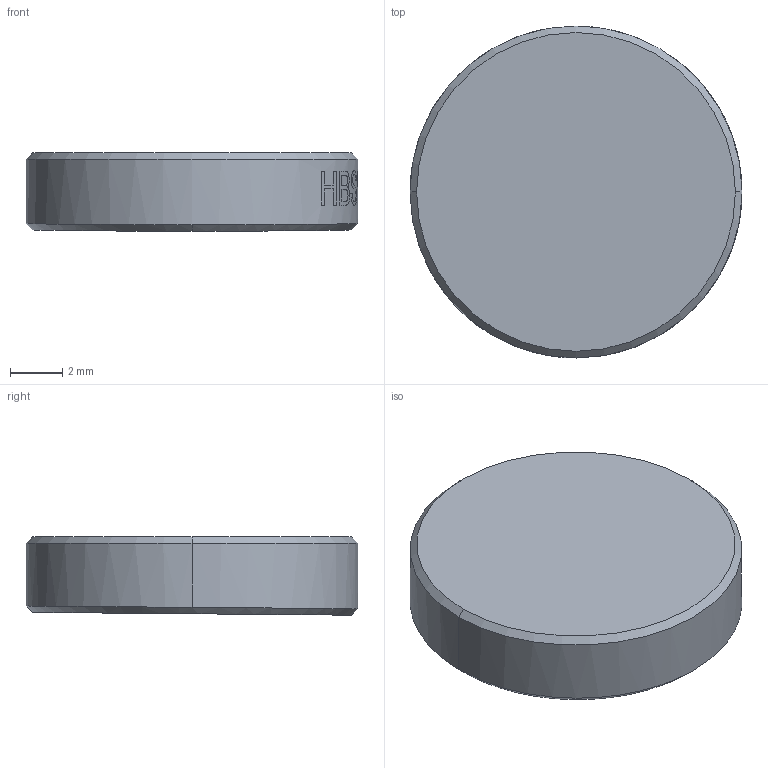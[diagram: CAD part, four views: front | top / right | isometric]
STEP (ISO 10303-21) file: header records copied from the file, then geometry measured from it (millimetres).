
FILE_DESCRIPTION (( 'STEP AP203' ), '1' );
FILE_NAME ('TTN006421-E0W.STEP', '2014-02-06T14:57:41', ( 'Admin' ), ( '' ), 'SwSTEP 2.0', 'SolidWorks 2012', '' );
FILE_SCHEMA (( 'CONFIG_CONTROL_DESIGN' ));
Length unit declared in the file: millimetre
Products named in the file (1): TTN006421-E0W
Bounding box: 12.7 x 12.7 x 3 mm (x, y, z)
Volume: 370.4 mm3; surface area: 358.9 mm2
Topology: 1 solids, 1 shells, 21 faces, 141 edges, 134 vertices
Faces by surface type: cylinder 15, bspline 2, cone 2, plane 2
Entity records: 2645 total; most frequent: CARTESIAN_POINT 1552, ORIENTED_EDGE 282, EDGE_CURVE 141, VERTEX_POINT 134, DIRECTION 129, B_SPLINE_CURVE_WITH_KNOTS 84, AXIS2_PLACEMENT_3D 52, EDGE_LOOP 33
